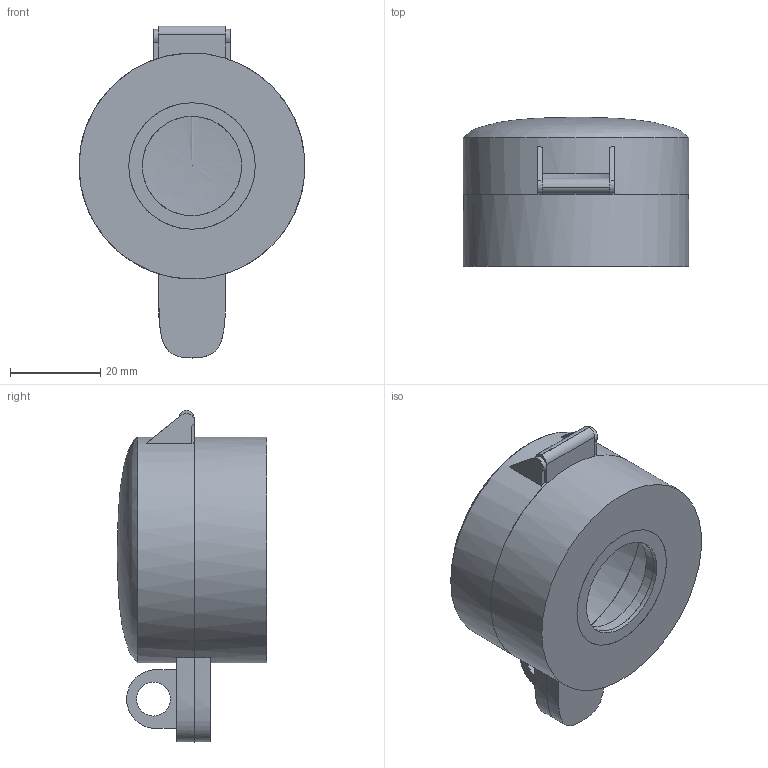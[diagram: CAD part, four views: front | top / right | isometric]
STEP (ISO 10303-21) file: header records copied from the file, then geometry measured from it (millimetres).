
FILE_DESCRIPTION(/* description */ (''),/* implementation_level */ '2;1');
FILE_NAME(/* name */ '2PAM7.stp',/* time_stamp */ '2016-07-22T11:24:57-04:00',/* author */ ('CAD Station'),/* organization */ (''),/* preprocessor_version */ 'ST-DEVELOPER v16.1',/* originating_system */ 'Autodesk Inventor 2016',/* authorisation */ '');
FILE_SCHEMA (('AUTOMOTIVE_DESIGN { 1 0 10303 214 3 1 1 }'));
Length unit declared in the file: millimetre
Products named in the file (4): 2PAM7_Bottom; 2PAM7_Top; Rubber_Bottom; 2PAM7
Assembly tree (3 placements, depth 2):
  2PAM7
    2PAM7_Bottom
    2PAM7_Top
    Rubber_Bottom
Bounding box: 50 x 33.03 x 73.5 mm (x, y, z)
Volume: 20027.6 mm3; surface area: 18389.5 mm2
Topology: 3 solids, 3 shells, 58 faces, 151 edges, 99 vertices
Faces by surface type: plane 34, cylinder 18, bspline 6
Full cylindrical faces by diameter (mm): 2.5 x2, 7.5 x1, 22 x2, 28 x2, 45 x2, 50 x2
Entity records: 1862 total; most frequent: CARTESIAN_POINT 406, DIRECTION 286, ORIENTED_EDGE 264, EDGE_CURVE 132, AXIS2_PLACEMENT_3D 106, VERTEX_POINT 94, EDGE_LOOP 82, LINE 74
